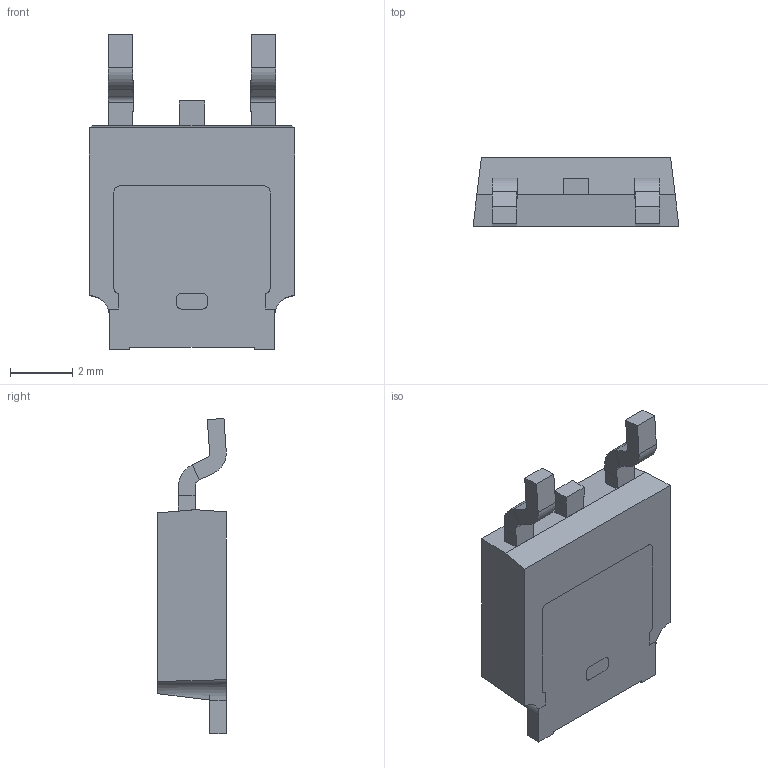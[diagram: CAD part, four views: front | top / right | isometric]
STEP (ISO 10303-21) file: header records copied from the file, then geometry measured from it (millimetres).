
FILE_DESCRIPTION (( 'STEP AP214' ), '1' );
FILE_NAME ('AZ1117D-3.3TRE1.STEP', '2023-03-13T07:32:32', ( '' ), ( '' ), 'SwSTEP 2.0', 'SolidWorks 2021', '' );
FILE_SCHEMA (( 'AUTOMOTIVE_DESIGN' ));
Length unit declared in the file: millimetre
Products named in the file (1): AZ1117D-3.3TRE1
Bounding box: 6.6 x 2.2 x 10.1 mm (x, y, z)
Volume: 88.3 mm3; surface area: 221.2 mm2
Topology: 5 solids, 5 shells, 117 faces, 305 edges, 200 vertices
Faces by surface type: plane 89, cylinder 28
Entity records: 3629 total; most frequent: CARTESIAN_POINT 635, ORIENTED_EDGE 610, DIRECTION 593, EDGE_CURVE 305, VECTOR 245, LINE 245, VERTEX_POINT 200, AXIS2_PLACEMENT_3D 174
